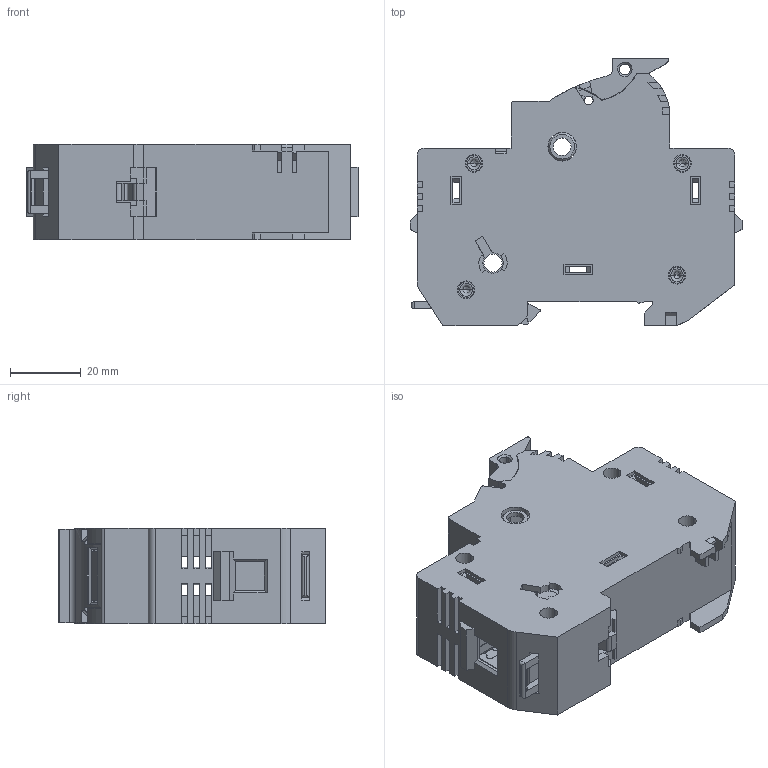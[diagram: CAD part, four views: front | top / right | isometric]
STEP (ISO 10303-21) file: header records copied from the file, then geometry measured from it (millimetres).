
FILE_DESCRIPTION((''),'2;1');
FILE_NAME('EFD14_1P','2016-05-05T',('janez.tomelj'),('Audax d.o.o.'),'CREO PARAMETRIC BY PTC INC, 2015290','CREO PARAMETRIC BY PTC INC, 2015290','');
FILE_SCHEMA(('CONFIG_CONTROL_DESIGN'));
Length unit declared in the file: millimetre
Products named in the file (1): EFD14_1P
Bounding box: 94 x 75.8 x 27 mm (x, y, z)
Volume: 43835.1 mm3; surface area: 51342.2 mm2
Topology: 5 solids, 8 shells, 1373 faces, 3864 edges, 2512 vertices
Faces by surface type: plane 1006, cylinder 267, cone 52, torus 44, sphere 4
Entity records: 46835 total; most frequent: CARTESIAN_POINT 10809, ORIENTED_EDGE 7704, DIRECTION 7241, EDGE_CURVE 3852, VECTOR 2941, LINE 2941, VERTEX_POINT 2512, AXIS2_PLACEMENT_3D 2150
